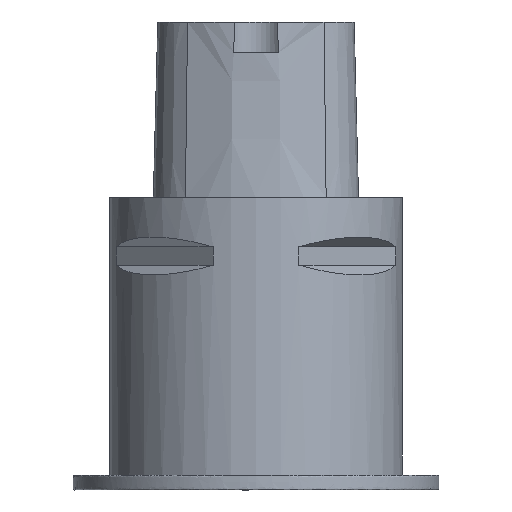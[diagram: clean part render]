
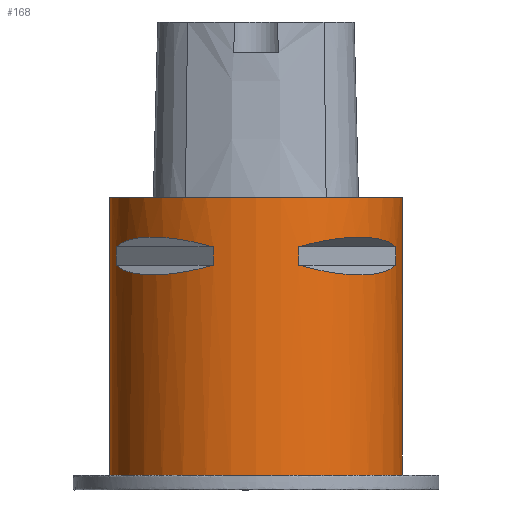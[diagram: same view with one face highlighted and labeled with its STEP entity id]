
A CAD part, front view. The second image highlights one B-rep face of the part: STEP entity #168.
In plain terms, the highlighted cylindrical face has radius 20 mm (diameter 40 mm), a full revolution.
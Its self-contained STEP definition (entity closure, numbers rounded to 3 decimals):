
#168=ADVANCED_FACE('',(#277,#278,#279,#280,#281,#282,#283,#284),#203,.T.);
#203=CYLINDRICAL_SURFACE('',#713,20.);
#207=ELLIPSE('',#704,23.094,20.);
#208=ELLIPSE('',#705,23.094,20.);
#209=ELLIPSE('',#706,23.094,20.);
#210=ELLIPSE('',#707,23.094,20.);
#211=ELLIPSE('',#708,23.094,20.);
#212=ELLIPSE('',#709,23.094,20.);
#213=ELLIPSE('',#710,23.094,20.);
#214=ELLIPSE('',#711,23.094,20.);
#217=LINE('',#987,#247);
#218=LINE('',#990,#248);
#219=LINE('',#996,#249);
#220=LINE('',#1000,#250);
#221=LINE('',#1004,#251);
#222=LINE('',#1008,#252);
#223=LINE('',#1012,#253);
#224=LINE('',#1016,#254);
#225=LINE('',#1020,#255);
#226=LINE('',#1024,#256);
#247=VECTOR('',#794,1.);
#248=VECTOR('',#795,1.);
#249=VECTOR('',#798,1.);
#250=VECTOR('',#801,1.);
#251=VECTOR('',#804,1.);
#252=VECTOR('',#807,1.);
#253=VECTOR('',#810,1.);
#254=VECTOR('',#813,1.);
#255=VECTOR('',#816,1.);
#256=VECTOR('',#819,1.);
#277=FACE_BOUND('',#290,.T.);
#278=FACE_BOUND('',#291,.T.);
#279=FACE_BOUND('',#292,.T.);
#280=FACE_BOUND('',#293,.T.);
#281=FACE_BOUND('',#294,.T.);
#282=FACE_BOUND('',#295,.T.);
#283=FACE_BOUND('',#296,.T.);
#284=FACE_BOUND('',#297,.T.);
#290=EDGE_LOOP('',(#333));
#291=EDGE_LOOP('',(#334,#335));
#292=EDGE_LOOP('',(#336,#337));
#293=EDGE_LOOP('',(#338,#339,#340,#341));
#294=EDGE_LOOP('',(#342,#343,#344,#345));
#295=EDGE_LOOP('',(#346,#347,#348,#349));
#296=EDGE_LOOP('',(#350,#351,#352,#353));
#297=EDGE_LOOP('',(#354));
#333=ORIENTED_EDGE('',*,*,#516,.T.);
#334=ORIENTED_EDGE('',*,*,#517,.T.);
#335=ORIENTED_EDGE('',*,*,#517,.F.);
#336=ORIENTED_EDGE('',*,*,#518,.T.);
#337=ORIENTED_EDGE('',*,*,#518,.F.);
#338=ORIENTED_EDGE('',*,*,#519,.F.);
#339=ORIENTED_EDGE('',*,*,#520,.F.);
#340=ORIENTED_EDGE('',*,*,#521,.F.);
#341=ORIENTED_EDGE('',*,*,#522,.F.);
#342=ORIENTED_EDGE('',*,*,#523,.F.);
#343=ORIENTED_EDGE('',*,*,#524,.F.);
#344=ORIENTED_EDGE('',*,*,#525,.F.);
#345=ORIENTED_EDGE('',*,*,#526,.F.);
#346=ORIENTED_EDGE('',*,*,#527,.F.);
#347=ORIENTED_EDGE('',*,*,#528,.F.);
#348=ORIENTED_EDGE('',*,*,#529,.F.);
#349=ORIENTED_EDGE('',*,*,#530,.F.);
#350=ORIENTED_EDGE('',*,*,#531,.F.);
#351=ORIENTED_EDGE('',*,*,#532,.F.);
#352=ORIENTED_EDGE('',*,*,#533,.F.);
#353=ORIENTED_EDGE('',*,*,#534,.F.);
#354=ORIENTED_EDGE('',*,*,#535,.T.);
#467=VERTEX_POINT('',#986);
#468=VERTEX_POINT('',#988);
#469=VERTEX_POINT('',#989);
#470=VERTEX_POINT('',#991);
#471=VERTEX_POINT('',#992);
#472=VERTEX_POINT('',#994);
#473=VERTEX_POINT('',#995);
#474=VERTEX_POINT('',#997);
#475=VERTEX_POINT('',#999);
#476=VERTEX_POINT('',#1002);
#477=VERTEX_POINT('',#1003);
#478=VERTEX_POINT('',#1005);
#479=VERTEX_POINT('',#1007);
#480=VERTEX_POINT('',#1010);
#481=VERTEX_POINT('',#1011);
#482=VERTEX_POINT('',#1013);
#483=VERTEX_POINT('',#1015);
#484=VERTEX_POINT('',#1018);
#485=VERTEX_POINT('',#1019);
#486=VERTEX_POINT('',#1021);
#487=VERTEX_POINT('',#1023);
#488=VERTEX_POINT('',#1026);
#516=EDGE_CURVE('',#467,#467,#583,.T.);
#517=EDGE_CURVE('',#468,#469,#217,.T.);
#518=EDGE_CURVE('',#470,#471,#218,.T.);
#519=EDGE_CURVE('',#472,#473,#207,.T.);
#520=EDGE_CURVE('',#474,#472,#219,.T.);
#521=EDGE_CURVE('',#475,#474,#208,.T.);
#522=EDGE_CURVE('',#473,#475,#220,.T.);
#523=EDGE_CURVE('',#476,#477,#209,.T.);
#524=EDGE_CURVE('',#478,#476,#221,.T.);
#525=EDGE_CURVE('',#479,#478,#210,.T.);
#526=EDGE_CURVE('',#477,#479,#222,.T.);
#527=EDGE_CURVE('',#480,#481,#211,.T.);
#528=EDGE_CURVE('',#482,#480,#223,.T.);
#529=EDGE_CURVE('',#483,#482,#212,.T.);
#530=EDGE_CURVE('',#481,#483,#224,.T.);
#531=EDGE_CURVE('',#484,#485,#213,.T.);
#532=EDGE_CURVE('',#486,#484,#225,.T.);
#533=EDGE_CURVE('',#487,#486,#214,.T.);
#534=EDGE_CURVE('',#485,#487,#226,.T.);
#535=EDGE_CURVE('',#488,#488,#584,.T.);
#583=CIRCLE('',#703,20.);
#584=CIRCLE('',#712,20.);
#703=AXIS2_PLACEMENT_3D('',#985,#792,#793);
#704=AXIS2_PLACEMENT_3D('',#993,#796,#797);
#705=AXIS2_PLACEMENT_3D('',#998,#799,#800);
#706=AXIS2_PLACEMENT_3D('',#1001,#802,#803);
#707=AXIS2_PLACEMENT_3D('',#1006,#805,#806);
#708=AXIS2_PLACEMENT_3D('',#1009,#808,#809);
#709=AXIS2_PLACEMENT_3D('',#1014,#811,#812);
#710=AXIS2_PLACEMENT_3D('',#1017,#814,#815);
#711=AXIS2_PLACEMENT_3D('',#1022,#817,#818);
#712=AXIS2_PLACEMENT_3D('',#1025,#820,#821);
#713=AXIS2_PLACEMENT_3D('',#1027,#822,#823);
#792=DIRECTION('',(0.,0.,1.));
#793=DIRECTION('',(1.,0.,0.));
#794=DIRECTION('',(0.,0.,-1.));
#795=DIRECTION('',(0.,0.,-1.));
#796=DIRECTION('',(0.354,-0.354,0.866));
#797=DIRECTION('',(0.612,-0.612,-0.5));
#798=DIRECTION('',(0.,0.,-1.));
#799=DIRECTION('',(0.354,-0.354,-0.866));
#800=DIRECTION('',(-0.612,0.612,-0.5));
#801=DIRECTION('',(0.,0.,1.));
#802=DIRECTION('',(0.354,0.354,0.866));
#803=DIRECTION('',(0.612,0.612,-0.5));
#804=DIRECTION('',(0.,0.,-1.));
#805=DIRECTION('',(0.354,0.354,-0.866));
#806=DIRECTION('',(-0.612,-0.612,-0.5));
#807=DIRECTION('',(0.,0.,1.));
#808=DIRECTION('',(-0.354,0.354,0.866));
#809=DIRECTION('',(-0.612,0.612,-0.5));
#810=DIRECTION('',(0.,0.,-1.));
#811=DIRECTION('',(-0.354,0.354,-0.866));
#812=DIRECTION('',(0.612,-0.612,-0.5));
#813=DIRECTION('',(0.,0.,1.));
#814=DIRECTION('',(-0.354,-0.354,0.866));
#815=DIRECTION('',(-0.612,-0.612,-0.5));
#816=DIRECTION('',(0.,0.,-1.));
#817=DIRECTION('',(-0.354,-0.354,-0.866));
#818=DIRECTION('',(0.612,0.612,-0.5));
#819=DIRECTION('',(0.,0.,1.));
#820=DIRECTION('',(0.,0.,-1.));
#821=DIRECTION('',(-1.,0.,0.));
#822=DIRECTION('',(0.,0.,-1.));
#823=DIRECTION('',(1.,0.,0.));
#985=CARTESIAN_POINT('',(0.,0.,-39.4));
#986=CARTESIAN_POINT('',(20.,0.,-39.4));
#987=CARTESIAN_POINT('',(-20.,0.,-1020.));
#988=CARTESIAN_POINT('',(-20.,0.,-20.));
#989=CARTESIAN_POINT('',(-20.,0.,-34.513));
#990=CARTESIAN_POINT('',(20.,0.,-1020.));
#991=CARTESIAN_POINT('',(20.,0.,-20.));
#992=CARTESIAN_POINT('',(20.,0.,-34.513));
#993=CARTESIAN_POINT('',(0.,0.,0.949));
#994=CARTESIAN_POINT('',(5.86,-19.122,-9.25));
#995=CARTESIAN_POINT('',(19.122,-5.86,-9.25));
#996=CARTESIAN_POINT('',(5.86,-19.122,0.));
#997=CARTESIAN_POINT('',(5.86,-19.122,-6.75));
#998=CARTESIAN_POINT('',(0.,0.,-16.949));
#999=CARTESIAN_POINT('',(19.122,-5.86,-6.75));
#1000=CARTESIAN_POINT('',(19.122,-5.86,0.));
#1001=CARTESIAN_POINT('',(0.,0.,0.949));
#1002=CARTESIAN_POINT('',(19.122,5.86,-9.25));
#1003=CARTESIAN_POINT('',(5.86,19.122,-9.25));
#1004=CARTESIAN_POINT('',(19.122,5.86,0.));
#1005=CARTESIAN_POINT('',(19.122,5.86,-6.75));
#1006=CARTESIAN_POINT('',(0.,0.,-16.949));
#1007=CARTESIAN_POINT('',(5.86,19.122,-6.75));
#1008=CARTESIAN_POINT('',(5.86,19.122,0.));
#1009=CARTESIAN_POINT('',(0.,0.,0.949));
#1010=CARTESIAN_POINT('',(-5.86,19.122,-9.25));
#1011=CARTESIAN_POINT('',(-19.122,5.86,-9.25));
#1012=CARTESIAN_POINT('',(-5.86,19.122,0.));
#1013=CARTESIAN_POINT('',(-5.86,19.122,-6.75));
#1014=CARTESIAN_POINT('',(0.,0.,-16.949));
#1015=CARTESIAN_POINT('',(-19.122,5.86,-6.75));
#1016=CARTESIAN_POINT('',(-19.122,5.86,0.));
#1017=CARTESIAN_POINT('',(0.,0.,0.949));
#1018=CARTESIAN_POINT('',(-19.122,-5.86,-9.25));
#1019=CARTESIAN_POINT('',(-5.86,-19.122,-9.25));
#1020=CARTESIAN_POINT('',(-19.122,-5.86,0.));
#1021=CARTESIAN_POINT('',(-19.122,-5.86,-6.75));
#1022=CARTESIAN_POINT('',(0.,0.,-16.949));
#1023=CARTESIAN_POINT('',(-5.86,-19.122,-6.75));
#1024=CARTESIAN_POINT('',(-5.86,-19.122,0.));
#1025=CARTESIAN_POINT('',(0.,0.,0.));
#1026=CARTESIAN_POINT('',(-20.,0.,0.));
#1027=CARTESIAN_POINT('',(0.,0.,-1020.));
